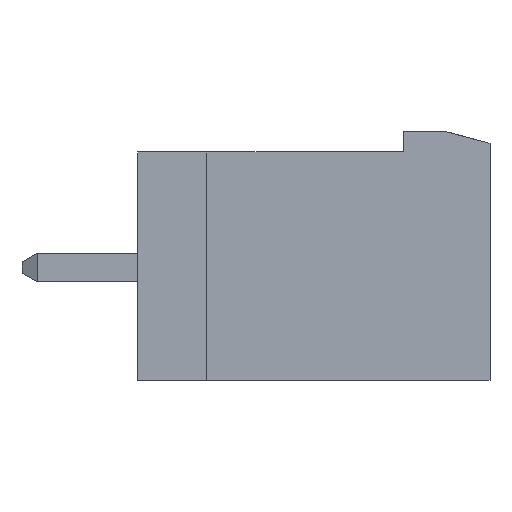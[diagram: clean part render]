
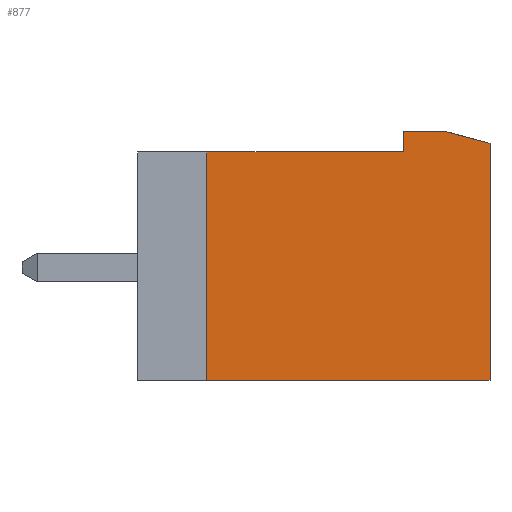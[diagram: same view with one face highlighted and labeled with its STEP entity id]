
A CAD part, front view. The second image highlights one B-rep face of the part: STEP entity #877.
In plain terms, the highlighted planar face has unit normal (0, -1, 0).
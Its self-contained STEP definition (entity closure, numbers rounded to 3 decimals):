
#877 = ADVANCED_FACE( '', ( #2073 ), #2074, .F. );
#2073 = FACE_OUTER_BOUND( '', #3601, .T. );
#2074 = PLANE( '', #3602 );
#3601 = EDGE_LOOP( '', ( #6119, #6120, #6121, #6122, #6123, #6124, #6125 ) );
#3602 = AXIS2_PLACEMENT_3D( '', #6126, #6127, #6128 );
#6119 = ORIENTED_EDGE( '', *, *, #9777, .T. );
#6120 = ORIENTED_EDGE( '', *, *, #9778, .T. );
#6121 = ORIENTED_EDGE( '', *, *, #9779, .T. );
#6122 = ORIENTED_EDGE( '', *, *, #9780, .T. );
#6123 = ORIENTED_EDGE( '', *, *, #9540, .T. );
#6124 = ORIENTED_EDGE( '', *, *, #9781, .T. );
#6125 = ORIENTED_EDGE( '', *, *, #9782, .T. );
#6126 = CARTESIAN_POINT( '', ( 0., -72.12, 225.7 ) );
#6127 = DIRECTION( '', ( 0., 1., 0. ) );
#6128 = DIRECTION( '', ( -1., 0., 0. ) );
#9540 = EDGE_CURVE( '', #11624, #11675, #11677, .T. );
#9777 = EDGE_CURVE( '', #12032, #12033, #12034, .T. );
#9778 = EDGE_CURVE( '', #12033, #12035, #12036, .T. );
#9779 = EDGE_CURVE( '', #12035, #12037, #12038, .T. );
#9780 = EDGE_CURVE( '', #12037, #11624, #12039, .T. );
#9781 = EDGE_CURVE( '', #11675, #12040, #12041, .T. );
#9782 = EDGE_CURVE( '', #12040, #12032, #12042, .T. );
#11624 = VERTEX_POINT( '', #14562 );
#11675 = VERTEX_POINT( '', #14630 );
#11677 = LINE( '', #14633, #14634 );
#12032 = VERTEX_POINT( '', #15162 );
#12033 = VERTEX_POINT( '', #15163 );
#12034 = LINE( '', #15164, #15165 );
#12035 = VERTEX_POINT( '', #15166 );
#12036 = LINE( '', #15167, #15168 );
#12037 = VERTEX_POINT( '', #15169 );
#12038 = LINE( '', #15170, #15171 );
#12039 = LINE( '', #15172, #15173 );
#12040 = VERTEX_POINT( '', #15174 );
#12041 = LINE( '', #15175, #15176 );
#12042 = LINE( '', #15177, #15178 );
#14562 = CARTESIAN_POINT( '', ( 3., -72.12, 217.1 ) );
#14630 = CARTESIAN_POINT( '', ( 3., -72.12, 225.3 ) );
#14633 = CARTESIAN_POINT( '', ( 3., -72.12, 225.3 ) );
#14634 = VECTOR( '', #17243, 1000. );
#15162 = CARTESIAN_POINT( '', ( 0., -72.12, 225.7 ) );
#15163 = CARTESIAN_POINT( '', ( 0., -72.12, 225. ) );
#15164 = CARTESIAN_POINT( '', ( 0., -72.12, 225.2 ) );
#15165 = VECTOR( '', #17441, 1000. );
#15166 = CARTESIAN_POINT( '', ( -6.8, -72.12, 225. ) );
#15167 = CARTESIAN_POINT( '', ( -6.8, -72.12, 225. ) );
#15168 = VECTOR( '', #17442, 1000. );
#15169 = CARTESIAN_POINT( '', ( -6.8, -72.12, 217.1 ) );
#15170 = CARTESIAN_POINT( '', ( -6.8, -72.12, 217.1 ) );
#15171 = VECTOR( '', #17443, 1000. );
#15172 = CARTESIAN_POINT( '', ( 3., -72.12, 217.1 ) );
#15173 = VECTOR( '', #17444, 1000. );
#15174 = CARTESIAN_POINT( '', ( 1.507, -72.12, 225.7 ) );
#15175 = CARTESIAN_POINT( '', ( 1.507, -72.12, 225.7 ) );
#15176 = VECTOR( '', #17445, 1000. );
#15177 = CARTESIAN_POINT( '', ( 0., -72.12, 225.7 ) );
#15178 = VECTOR( '', #17446, 1000. );
#17243 = DIRECTION( '', ( 0., 0., 1. ) );
#17441 = DIRECTION( '', ( 0., 0., -1. ) );
#17442 = DIRECTION( '', ( -1., 0., 0. ) );
#17443 = DIRECTION( '', ( 0., 0., -1. ) );
#17444 = DIRECTION( '', ( 1., 0., 0. ) );
#17445 = DIRECTION( '', ( -0.966, 0., 0.259 ) );
#17446 = DIRECTION( '', ( -1., 0., 0. ) );
